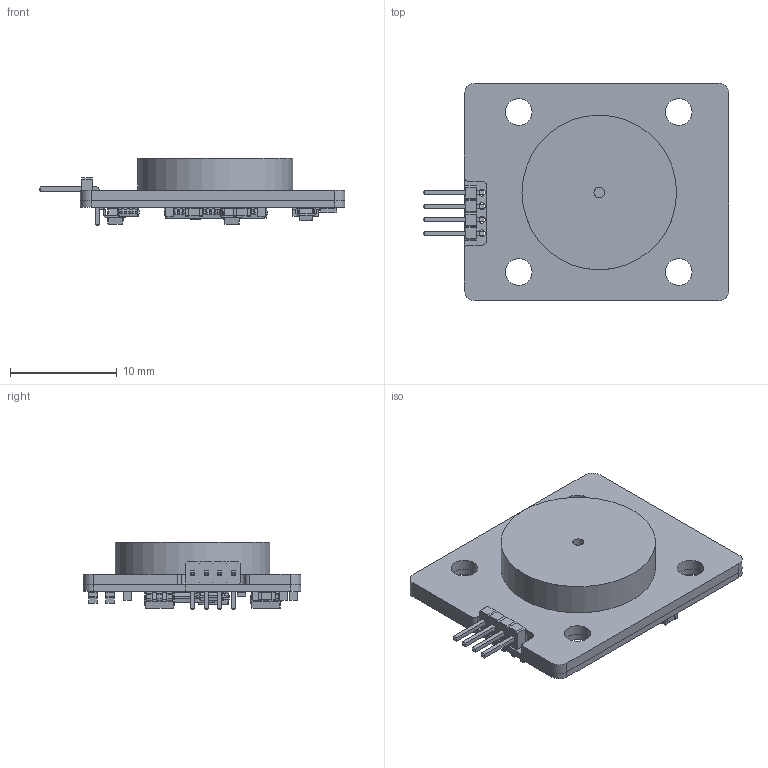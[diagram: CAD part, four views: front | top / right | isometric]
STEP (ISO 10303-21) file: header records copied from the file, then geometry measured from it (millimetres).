
FILE_DESCRIPTION(/* description */ (''),/* implementation_level */ '2;1');
FILE_NAME(/* name */ 'digital_sunsensor.step',/* time_stamp */ '2019-05-23T00:27:19+03:00',/* author */ ('bruce.clayhills'),/* organization */ (''),/* preprocessor_version */ 'ST-DEVELOPER v18',/* originating_system */ 'Autodesk Translation Framework v8.2.0.1029',/* authorisation */ '');
FILE_SCHEMA (('AUTOMOTIVE_DESIGN { 1 0 10303 214 3 1 1 }'));
Length unit declared in the file: millimetre
Products named in the file (34): S9132_V2; C_0603_1608Metric; VSSOP-8_2.4x2.1mm_P0; SOLID (1); C_0603_1608Metric_1; C_0603_1608Metric_2; C_0603_1608Metric_3; C_0603_1608Metric_4; LED_0603_1608Metric; LED_0603_1608Metric_1; SOLID (2); TSSOP-38_4.4x9.7mm_P0; SOLID (3); R_0603_1608Metric; R_0603_1608Metric_1; R_0603_1608Metric_2; R_0603_1608Metric_3; SOLID (4); S9132_3D; SOLID (5); SOT-23-5; SOLID (6); C_0603_1608Metric_5; C_0603_1608Metric_6; C_0603_1608Metric_7; SOLID; PinHeader_1x04_P1; SOLID (8); SOT-23; SOLID (9); SOT-23-6; SOLID (10); COMPOUND; Cover
Assembly tree (44 placements, depth 3):
  S9132_V2
    C_0603_1608Metric
      SOLID
    VSSOP-8_2.4x2.1mm_P0
      SOLID (1)
    C_0603_1608Metric_1
      SOLID
    C_0603_1608Metric_2
      SOLID
    C_0603_1608Metric_3
      SOLID
    C_0603_1608Metric_4
      SOLID
    LED_0603_1608Metric
      SOLID (2)
    LED_0603_1608Metric_1
      SOLID (2)
    TSSOP-38_4.4x9.7mm_P0
      SOLID (3)
    R_0603_1608Metric
      SOLID (4)
    R_0603_1608Metric_1
      SOLID (4)
    R_0603_1608Metric_2
      SOLID (4)
    R_0603_1608Metric_3
      SOLID (4)
    S9132_3D
      SOLID (5)
    SOT-23-5
      SOLID (6)
    C_0603_1608Metric_5
      SOLID
    C_0603_1608Metric_6
      SOLID
    C_0603_1608Metric_7
      SOLID
    PinHeader_1x04_P1
      SOLID (8)
    SOT-23
      SOLID (9)
    SOT-23-6
      SOLID (10)
    COMPOUND
    Cover
Bounding box: 28.67 x 20.4 x 6.35 mm (x, y, z)
Volume: 1085.6 mm3; surface area: 2954 mm2
Topology: 23 solids, 23 shells, 1673 faces, 4384 edges, 2788 vertices
Faces by surface type: plane 1253, cylinder 420
Full cylindrical faces by diameter (mm): 0.25 x1, 0.5 x1, 0.65 x7, 1 x1, 2.5 x8, 12.5 x1, 14.5 x1
Entity records: 42171 total; most frequent: CARTESIAN_POINT 7204, ORIENTED_EDGE 7086, DIRECTION 7031, EDGE_CURVE 3543, LINE 2909, VECTOR 2909, VERTEX_POINT 2234, AXIS2_PLACEMENT_3D 2061
